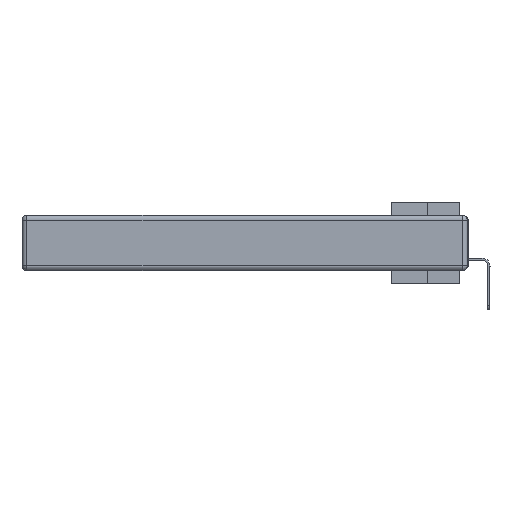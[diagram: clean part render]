
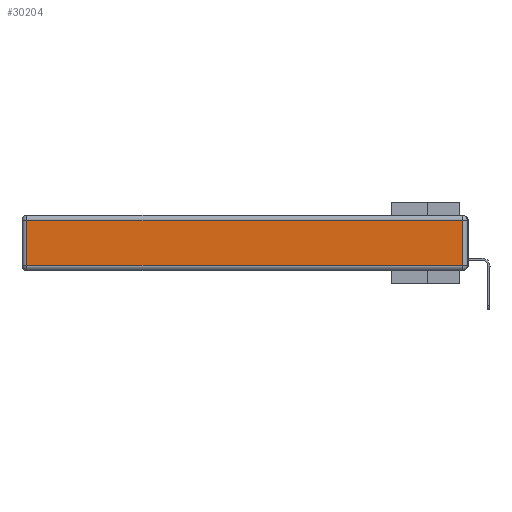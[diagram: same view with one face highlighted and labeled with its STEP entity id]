
A CAD part, left-side view. The second image highlights one B-rep face of the part: STEP entity #30204.
In plain terms, the highlighted planar face has unit normal (-1, 0, 0).
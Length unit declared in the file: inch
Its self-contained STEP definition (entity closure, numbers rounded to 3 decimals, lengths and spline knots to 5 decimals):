
#180 = LINE ( 'NONE', #32693, #31974 ) ;
#1483 = DIRECTION ( 'NONE',  ( 0., 1., 0. ) ) ;
#1561 = PLANE ( 'NONE',  #8838 ) ;
#2371 = LINE ( 'NONE', #33001, #32980 ) ;
#2810 = VERTEX_POINT ( 'NONE', #9557 ) ;
#3835 = DIRECTION ( 'NONE',  ( 0., 0., -1. ) ) ;
#8838 = AXIS2_PLACEMENT_3D ( 'NONE', #15005, #19880, #27755 ) ;
#9146 = ORIENTED_EDGE ( 'NONE', *, *, #29973, .T. ) ;
#9557 = CARTESIAN_POINT ( 'NONE',  ( 0., 2.72, -0.03 ) ) ;
#13479 = CARTESIAN_POINT ( 'NONE',  ( 0., 0.03, -0.343 ) ) ;
#14743 = ORIENTED_EDGE ( 'NONE', *, *, #18104, .T. ) ;
#15005 = CARTESIAN_POINT ( 'NONE',  ( 0., 0., -0.343 ) ) ;
#15149 = ORIENTED_EDGE ( 'NONE', *, *, #32393, .T. ) ;
#18104 = EDGE_CURVE ( 'NONE', #29181, #31665, #33287, .T. ) ;
#19880 = DIRECTION ( 'NONE',  ( -1., 0., 0. ) ) ;
#20200 = LINE ( 'NONE', #32767, #30005 ) ;
#21497 = CARTESIAN_POINT ( 'NONE',  ( 0., 0.03, -0.313 ) ) ;
#22295 = DIRECTION ( 'NONE',  ( 0., -1., 0. ) ) ;
#25544 = VECTOR ( 'NONE', #31943, 39.37008 ) ;
#26424 = EDGE_CURVE ( 'NONE', #31665, #2810, #180, .T. ) ;
#27097 = EDGE_LOOP ( 'NONE', ( #15149, #14743, #28629, #9146 ) ) ;
#27463 = CARTESIAN_POINT ( 'NONE',  ( 0., 0.03, -0.03 ) ) ;
#27755 = DIRECTION ( 'NONE',  ( 0., 0., 1. ) ) ;
#28629 = ORIENTED_EDGE ( 'NONE', *, *, #26424, .T. ) ;
#29181 = VERTEX_POINT ( 'NONE', #21497 ) ;
#29740 = CARTESIAN_POINT ( 'NONE',  ( 0., 2.72, -0.313 ) ) ;
#29973 = EDGE_CURVE ( 'NONE', #2810, #32227, #20200, .T. ) ;
#30005 = VECTOR ( 'NONE', #3835, 39.37008 ) ;
#30204 = ADVANCED_FACE ( 'NONE', ( #30405 ), #1561, .T. ) ;
#30405 = FACE_OUTER_BOUND ( 'NONE', #27097, .T. ) ;
#31665 = VERTEX_POINT ( 'NONE', #27463 ) ;
#31943 = DIRECTION ( 'NONE',  ( 0., 0., 1. ) ) ;
#31974 = VECTOR ( 'NONE', #1483, 39.37008 ) ;
#32227 = VERTEX_POINT ( 'NONE', #29740 ) ;
#32393 = EDGE_CURVE ( 'NONE', #32227, #29181, #2371, .T. ) ;
#32693 = CARTESIAN_POINT ( 'NONE',  ( 0., 2.75, -0.03 ) ) ;
#32767 = CARTESIAN_POINT ( 'NONE',  ( 0., 2.72, -0.343 ) ) ;
#32980 = VECTOR ( 'NONE', #22295, 39.37008 ) ;
#33001 = CARTESIAN_POINT ( 'NONE',  ( 0., 0., -0.313 ) ) ;
#33287 = LINE ( 'NONE', #13479, #25544 ) ;
